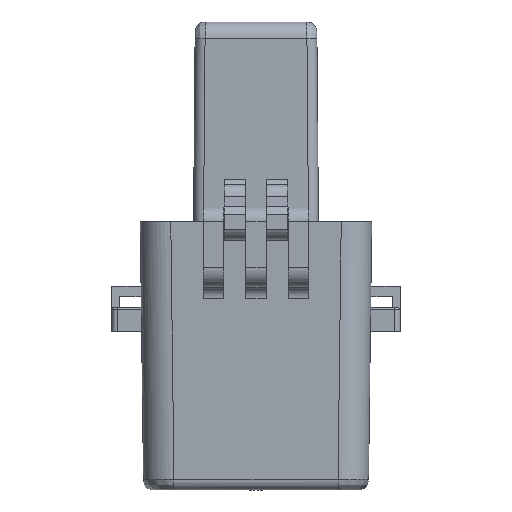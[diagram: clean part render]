
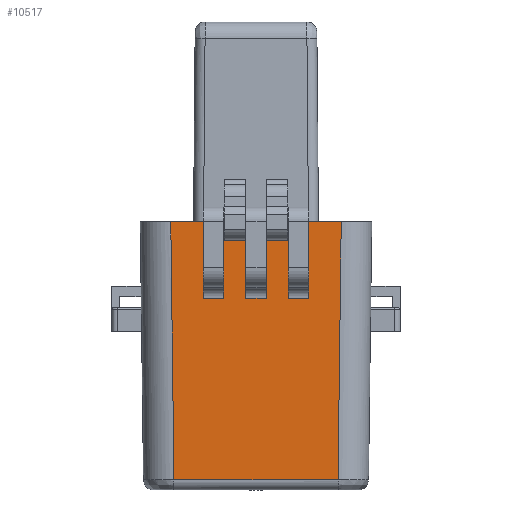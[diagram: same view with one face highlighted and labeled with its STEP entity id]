
A CAD part, left-side view. The second image highlights one B-rep face of the part: STEP entity #10517.
In plain terms, the highlighted planar face has unit normal (-1, 0, -0.012).
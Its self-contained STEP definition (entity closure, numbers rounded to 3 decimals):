
#63 = LINE ( 'NONE', #4407, #10405 ) ;
#95 = ORIENTED_EDGE ( 'NONE', *, *, #11585, .T. ) ;
#371 = LINE ( 'NONE', #3523, #13524 ) ;
#379 = VECTOR ( 'NONE', #2871, 1000. ) ;
#403 = CARTESIAN_POINT ( 'NONE',  ( -28.7, -9.475, 0. ) ) ;
#449 = VECTOR ( 'NONE', #7480, 1000. ) ;
#673 = VECTOR ( 'NONE', #10281, 1000. ) ;
#887 = EDGE_CURVE ( 'NONE', #8860, #5613, #4261, .T. ) ;
#1018 = EDGE_CURVE ( 'NONE', #13235, #3131, #1456, .T. ) ;
#1035 = VERTEX_POINT ( 'NONE', #5529 ) ;
#1182 = EDGE_CURVE ( 'NONE', #3131, #8524, #2786, .T. ) ;
#1338 = ORIENTED_EDGE ( 'NONE', *, *, #887, .F. ) ;
#1439 = DIRECTION ( 'NONE',  ( 0.012, 0.012, -1. ) ) ;
#1445 = LINE ( 'NONE', #11897, #8561 ) ;
#1456 = LINE ( 'NONE', #5740, #3588 ) ;
#1458 = CARTESIAN_POINT ( 'NONE',  ( -28.53, 0., -13.724 ) ) ;
#1581 = CARTESIAN_POINT ( 'NONE',  ( -28.123, -14.773, -46.473 ) ) ;
#1634 = CARTESIAN_POINT ( 'NONE',  ( -28.7, 9.475, 0. ) ) ;
#1705 = VERTEX_POINT ( 'NONE', #11868 ) ;
#2026 = DIRECTION ( 'NONE',  ( 0.012, 0., -1. ) ) ;
#2193 = DIRECTION ( 'NONE',  ( 0., -1., 0. ) ) ;
#2345 = CARTESIAN_POINT ( 'NONE',  ( -28.123, 14.773, -46.473 ) ) ;
#2411 = CARTESIAN_POINT ( 'NONE',  ( -28.53, 9.475, -13.724 ) ) ;
#2466 = ORIENTED_EDGE ( 'NONE', *, *, #3463, .T. ) ;
#2530 = DIRECTION ( 'NONE',  ( -0.012, 0., 1. ) ) ;
#2786 = LINE ( 'NONE', #5809, #673 ) ;
#2871 = DIRECTION ( 'NONE',  ( 0.012, 0., -1. ) ) ;
#3038 = ORIENTED_EDGE ( 'NONE', *, *, #10022, .T. ) ;
#3118 = EDGE_CURVE ( 'NONE', #5486, #7530, #4923, .T. ) ;
#3131 = VERTEX_POINT ( 'NONE', #11379 ) ;
#3405 = LINE ( 'NONE', #1581, #12038 ) ;
#3463 = EDGE_CURVE ( 'NONE', #8860, #5486, #10077, .T. ) ;
#3523 = CARTESIAN_POINT ( 'NONE',  ( -28.4, 9.475, -24.15 ) ) ;
#3566 = LINE ( 'NONE', #1458, #5103 ) ;
#3588 = VECTOR ( 'NONE', #8741, 1000. ) ;
#3664 = CARTESIAN_POINT ( 'NONE',  ( -28.123, 0., -46.473 ) ) ;
#3760 = ORIENTED_EDGE ( 'NONE', *, *, #8595, .T. ) ;
#3795 = EDGE_CURVE ( 'NONE', #13013, #12727, #1445, .T. ) ;
#3995 = VECTOR ( 'NONE', #2193, 1000. ) ;
#4142 = EDGE_CURVE ( 'NONE', #1035, #9575, #4648, .T. ) ;
#4191 = VECTOR ( 'NONE', #2026, 1000. ) ;
#4226 = EDGE_LOOP ( 'NONE', ( #9541, #3038, #13027, #11579, #9663, #3760, #8065, #12122, #11247, #9859, #95, #8628, #1338, #2466, #10794, #9751 ) ) ;
#4261 = LINE ( 'NONE', #13715, #449 ) ;
#4295 = LINE ( 'NONE', #5280, #3995 ) ;
#4407 = CARTESIAN_POINT ( 'NONE',  ( -28.7, 0., 0. ) ) ;
#4648 = LINE ( 'NONE', #8517, #7679 ) ;
#4670 = DIRECTION ( 'NONE',  ( 0., -1., 0. ) ) ;
#4748 = DIRECTION ( 'NONE',  ( 0., 1., 0. ) ) ;
#4750 = CARTESIAN_POINT ( 'NONE',  ( -28.7, 15.35, 0. ) ) ;
#4923 = LINE ( 'NONE', #3664, #11024 ) ;
#5051 = CARTESIAN_POINT ( 'NONE',  ( -28.53, 1.825, -13.724 ) ) ;
#5103 = VECTOR ( 'NONE', #4748, 1000. ) ;
#5259 = VERTEX_POINT ( 'NONE', #403 ) ;
#5280 = CARTESIAN_POINT ( 'NONE',  ( -28.7, 0., 0. ) ) ;
#5285 = EDGE_CURVE ( 'NONE', #9575, #12727, #5731, .T. ) ;
#5486 = VERTEX_POINT ( 'NONE', #2345 ) ;
#5529 = CARTESIAN_POINT ( 'NONE',  ( -28.53, -1.825, -13.724 ) ) ;
#5613 = VERTEX_POINT ( 'NONE', #1634 ) ;
#5731 = LINE ( 'NONE', #8024, #8797 ) ;
#5740 = CARTESIAN_POINT ( 'NONE',  ( -28.53, 0., -13.724 ) ) ;
#5809 = CARTESIAN_POINT ( 'NONE',  ( -28.4, -5.825, -24.15 ) ) ;
#5835 = DIRECTION ( 'NONE',  ( 0.012, 0., -1. ) ) ;
#5866 = DIRECTION ( 'NONE',  ( -0.012, 0., 1. ) ) ;
#6157 = CARTESIAN_POINT ( 'NONE',  ( -28.4, -9.475, -24.15 ) ) ;
#6699 = CARTESIAN_POINT ( 'NONE',  ( -28.53, -9.475, -13.724 ) ) ;
#7144 = EDGE_CURVE ( 'NONE', #13609, #5613, #371, .T. ) ;
#7183 = EDGE_CURVE ( 'NONE', #13305, #8524, #63, .T. ) ;
#7480 = DIRECTION ( 'NONE',  ( 0., -1., 0. ) ) ;
#7530 = VERTEX_POINT ( 'NONE', #9872 ) ;
#7541 = DIRECTION ( 'NONE',  ( 0., 1., 0. ) ) ;
#7679 = VECTOR ( 'NONE', #7541, 1000. ) ;
#7854 = LINE ( 'NONE', #10236, #13326 ) ;
#8024 = CARTESIAN_POINT ( 'NONE',  ( -28.4, 1.825, -24.15 ) ) ;
#8065 = ORIENTED_EDGE ( 'NONE', *, *, #4142, .T. ) ;
#8196 = DIRECTION ( 'NONE',  ( -1., 0., -0.012 ) ) ;
#8517 = CARTESIAN_POINT ( 'NONE',  ( -28.53, 0., -13.724 ) ) ;
#8524 = VERTEX_POINT ( 'NONE', #12981 ) ;
#8561 = VECTOR ( 'NONE', #4670, 1000. ) ;
#8595 = EDGE_CURVE ( 'NONE', #13305, #1035, #7854, .T. ) ;
#8628 = ORIENTED_EDGE ( 'NONE', *, *, #7144, .T. ) ;
#8741 = DIRECTION ( 'NONE',  ( 0., 1., 0. ) ) ;
#8797 = VECTOR ( 'NONE', #5866, 1000. ) ;
#8860 = VERTEX_POINT ( 'NONE', #10207 ) ;
#8999 = PLANE ( 'NONE',  #11366 ) ;
#9028 = DIRECTION ( 'NONE',  ( 0.012, -0.012, -1. ) ) ;
#9392 = CARTESIAN_POINT ( 'NONE',  ( -28.4, 0., -24.15 ) ) ;
#9541 = ORIENTED_EDGE ( 'NONE', *, *, #12255, .F. ) ;
#9575 = VERTEX_POINT ( 'NONE', #5051 ) ;
#9663 = ORIENTED_EDGE ( 'NONE', *, *, #7183, .F. ) ;
#9751 = ORIENTED_EDGE ( 'NONE', *, *, #10896, .F. ) ;
#9859 = ORIENTED_EDGE ( 'NONE', *, *, #10679, .T. ) ;
#9872 = CARTESIAN_POINT ( 'NONE',  ( -28.123, -14.773, -46.473 ) ) ;
#10022 = EDGE_CURVE ( 'NONE', #5259, #13235, #10432, .T. ) ;
#10077 = LINE ( 'NONE', #4750, #10363 ) ;
#10081 = VERTEX_POINT ( 'NONE', #11429 ) ;
#10207 = CARTESIAN_POINT ( 'NONE',  ( -28.7, 15.35, 0. ) ) ;
#10236 = CARTESIAN_POINT ( 'NONE',  ( -28.4, -1.825, -24.15 ) ) ;
#10281 = DIRECTION ( 'NONE',  ( -0.012, 0., 1. ) ) ;
#10363 = VECTOR ( 'NONE', #9028, 1000. ) ;
#10405 = VECTOR ( 'NONE', #10716, 1000. ) ;
#10432 = LINE ( 'NONE', #6157, #379 ) ;
#10517 = ADVANCED_FACE ( 'NONE', ( #13588 ), #8999, .T. ) ;
#10643 = CARTESIAN_POINT ( 'NONE',  ( -28.4, 5.825, -24.15 ) ) ;
#10679 = EDGE_CURVE ( 'NONE', #13013, #10081, #11856, .T. ) ;
#10716 = DIRECTION ( 'NONE',  ( 0., -1., 0. ) ) ;
#10794 = ORIENTED_EDGE ( 'NONE', *, *, #3118, .T. ) ;
#10896 = EDGE_CURVE ( 'NONE', #1705, #7530, #3405, .T. ) ;
#11024 = VECTOR ( 'NONE', #13255, 1000. ) ;
#11247 = ORIENTED_EDGE ( 'NONE', *, *, #3795, .F. ) ;
#11366 = AXIS2_PLACEMENT_3D ( 'NONE', #9392, #8196, #11574 ) ;
#11379 = CARTESIAN_POINT ( 'NONE',  ( -28.53, -5.825, -13.724 ) ) ;
#11429 = CARTESIAN_POINT ( 'NONE',  ( -28.53, 5.825, -13.724 ) ) ;
#11574 = DIRECTION ( 'NONE',  ( -0.012, 0., 1. ) ) ;
#11579 = ORIENTED_EDGE ( 'NONE', *, *, #1182, .T. ) ;
#11585 = EDGE_CURVE ( 'NONE', #10081, #13609, #3566, .T. ) ;
#11856 = LINE ( 'NONE', #10643, #4191 ) ;
#11868 = CARTESIAN_POINT ( 'NONE',  ( -28.7, -15.35, 0. ) ) ;
#11897 = CARTESIAN_POINT ( 'NONE',  ( -28.7, 0., 0. ) ) ;
#12038 = VECTOR ( 'NONE', #1439, 1000. ) ;
#12122 = ORIENTED_EDGE ( 'NONE', *, *, #5285, .T. ) ;
#12255 = EDGE_CURVE ( 'NONE', #5259, #1705, #4295, .T. ) ;
#12727 = VERTEX_POINT ( 'NONE', #12766 ) ;
#12766 = CARTESIAN_POINT ( 'NONE',  ( -28.7, 1.825, 0. ) ) ;
#12981 = CARTESIAN_POINT ( 'NONE',  ( -28.7, -5.825, 0. ) ) ;
#13013 = VERTEX_POINT ( 'NONE', #13312 ) ;
#13027 = ORIENTED_EDGE ( 'NONE', *, *, #1018, .T. ) ;
#13235 = VERTEX_POINT ( 'NONE', #6699 ) ;
#13255 = DIRECTION ( 'NONE',  ( 0., -1., 0. ) ) ;
#13305 = VERTEX_POINT ( 'NONE', #13621 ) ;
#13312 = CARTESIAN_POINT ( 'NONE',  ( -28.7, 5.825, 0. ) ) ;
#13326 = VECTOR ( 'NONE', #5835, 1000. ) ;
#13524 = VECTOR ( 'NONE', #2530, 1000. ) ;
#13588 = FACE_OUTER_BOUND ( 'NONE', #4226, .T. ) ;
#13609 = VERTEX_POINT ( 'NONE', #2411 ) ;
#13621 = CARTESIAN_POINT ( 'NONE',  ( -28.7, -1.825, 0. ) ) ;
#13715 = CARTESIAN_POINT ( 'NONE',  ( -28.7, 0., 0. ) ) ;
